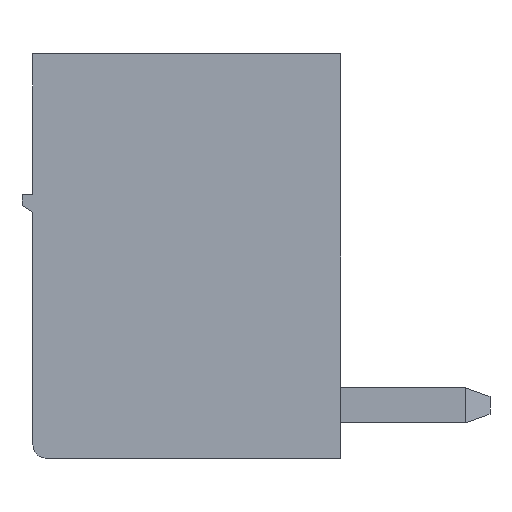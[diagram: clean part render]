
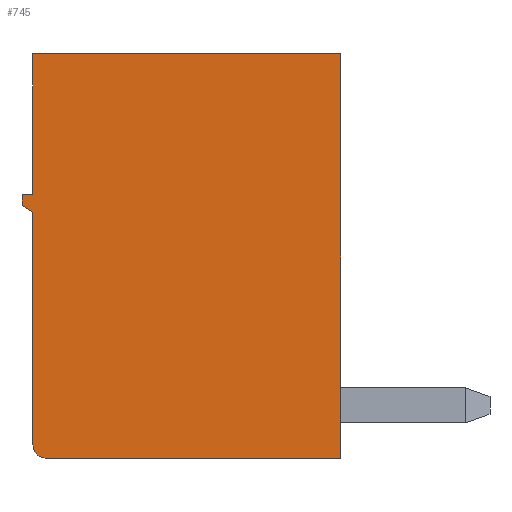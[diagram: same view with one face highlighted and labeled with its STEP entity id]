
A CAD part, left-side view. The second image highlights one B-rep face of the part: STEP entity #745.
In plain terms, the highlighted planar face has unit normal (-1, 0, 0).
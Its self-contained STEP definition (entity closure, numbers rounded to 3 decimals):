
#745 = ADVANCED_FACE( '', ( #1671 ), #1672, .F. );
#1671 = FACE_OUTER_BOUND( '', #2767, .T. );
#1672 = PLANE( '', #2768 );
#2767 = EDGE_LOOP( '', ( #4937, #4938, #4939, #4940, #4941, #4942, #4943, #4944, #4945 ) );
#2768 = AXIS2_PLACEMENT_3D( '', #4946, #4947, #4948 );
#4937 = ORIENTED_EDGE( '', *, *, #7385, .F. );
#4938 = ORIENTED_EDGE( '', *, *, #6922, .F. );
#4939 = ORIENTED_EDGE( '', *, *, #6547, .F. );
#4940 = ORIENTED_EDGE( '', *, *, #7386, .F. );
#4941 = ORIENTED_EDGE( '', *, *, #7387, .F. );
#4942 = ORIENTED_EDGE( '', *, *, #6703, .F. );
#4943 = ORIENTED_EDGE( '', *, *, #7388, .F. );
#4944 = ORIENTED_EDGE( '', *, *, #6667, .T. );
#4945 = ORIENTED_EDGE( '', *, *, #7389, .F. );
#4946 = CARTESIAN_POINT( '', ( -1013.527, -239.14, 0.933 ) );
#4947 = DIRECTION( '', ( 1., 0., 0. ) );
#4948 = DIRECTION( '', ( 0., 1., 0. ) );
#6547 = EDGE_CURVE( '', #7834, #7830, #7836, .T. );
#6667 = EDGE_CURVE( '', #8046, #8050, #8052, .T. );
#6703 = EDGE_CURVE( '', #8113, #8109, #8115, .T. );
#6922 = EDGE_CURVE( '', #7830, #8478, #8480, .T. );
#7385 = EDGE_CURVE( '', #8478, #9172, #9173, .T. );
#7386 = EDGE_CURVE( '', #9174, #7834, #9175, .T. );
#7387 = EDGE_CURVE( '', #8109, #9174, #9176, .T. );
#7388 = EDGE_CURVE( '', #8046, #8113, #9177, .T. );
#7389 = EDGE_CURVE( '', #9172, #8050, #9178, .T. );
#7830 = VERTEX_POINT( '', #9702 );
#7834 = VERTEX_POINT( '', #9708 );
#7836 = LINE( '', #9711, #9712 );
#8046 = VERTEX_POINT( '', #10014 );
#8050 = VERTEX_POINT( '', #10019 );
#8052 = CIRCLE( '', #10022, 0.3 );
#8109 = VERTEX_POINT( '', #10104 );
#8113 = VERTEX_POINT( '', #10110 );
#8115 = LINE( '', #10113, #10114 );
#8478 = VERTEX_POINT( '', #10642 );
#8480 = LINE( '', #10645, #10646 );
#9172 = VERTEX_POINT( '', #11679 );
#9173 = LINE( '', #11680, #11681 );
#9174 = VERTEX_POINT( '', #11682 );
#9175 = LINE( '', #11683, #11684 );
#9176 = LINE( '', #11685, #11686 );
#9177 = LINE( '', #11687, #11688 );
#9178 = LINE( '', #11689, #11690 );
#9702 = CARTESIAN_POINT( '', ( -1013.527, -239.14, 0.933 ) );
#9708 = CARTESIAN_POINT( '', ( -1013.527, -239.14, -2.267 ) );
#9711 = CARTESIAN_POINT( '', ( -1013.527, -239.14, 0.933 ) );
#9712 = VECTOR( '', #12370, 1000. );
#10014 = CARTESIAN_POINT( '', ( -1013.527, -239.14, -7.967 ) );
#10019 = CARTESIAN_POINT( '', ( -1013.527, -239.44, -8.267 ) );
#10022 = AXIS2_PLACEMENT_3D( '', #12474, #12475, #12476 );
#10104 = CARTESIAN_POINT( '', ( -1013.527, -238.89, -2.517 ) );
#10110 = CARTESIAN_POINT( '', ( -1013.527, -239.14, -2.667 ) );
#10113 = CARTESIAN_POINT( '', ( -1013.527, -238.89, -2.517 ) );
#10114 = VECTOR( '', #12505, 1000. );
#10642 = CARTESIAN_POINT( '', ( -1013.527, -246.14, 0.933 ) );
#10645 = CARTESIAN_POINT( '', ( -1013.527, -246.14, 0.933 ) );
#10646 = VECTOR( '', #12708, 1000. );
#11679 = CARTESIAN_POINT( '', ( -1013.527, -246.14, -8.267 ) );
#11680 = CARTESIAN_POINT( '', ( -1013.527, -246.14, -8.267 ) );
#11681 = VECTOR( '', #13083, 1000. );
#11682 = CARTESIAN_POINT( '', ( -1013.527, -238.89, -2.267 ) );
#11683 = CARTESIAN_POINT( '', ( -1013.527, -239.14, -2.267 ) );
#11684 = VECTOR( '', #13084, 1000. );
#11685 = CARTESIAN_POINT( '', ( -1013.527, -238.89, -2.267 ) );
#11686 = VECTOR( '', #13085, 1000. );
#11687 = CARTESIAN_POINT( '', ( -1013.527, -239.14, -2.667 ) );
#11688 = VECTOR( '', #13086, 1000. );
#11689 = CARTESIAN_POINT( '', ( -1013.527, -239.44, -8.267 ) );
#11690 = VECTOR( '', #13087, 1000. );
#12370 = DIRECTION( '', ( 0., 0., 1. ) );
#12474 = CARTESIAN_POINT( '', ( -1013.527, -239.44, -7.967 ) );
#12475 = DIRECTION( '', ( -1., 0., 0. ) );
#12476 = DIRECTION( '', ( 0., 0., -1. ) );
#12505 = DIRECTION( '', ( 0., 0.857, 0.514 ) );
#12708 = DIRECTION( '', ( 0., -1., 0. ) );
#13083 = DIRECTION( '', ( 0., 0., -1. ) );
#13084 = DIRECTION( '', ( 0., -1., 0. ) );
#13085 = DIRECTION( '', ( 0., 0., 1. ) );
#13086 = DIRECTION( '', ( 0., 0., 1. ) );
#13087 = DIRECTION( '', ( 0., 1., 0. ) );
